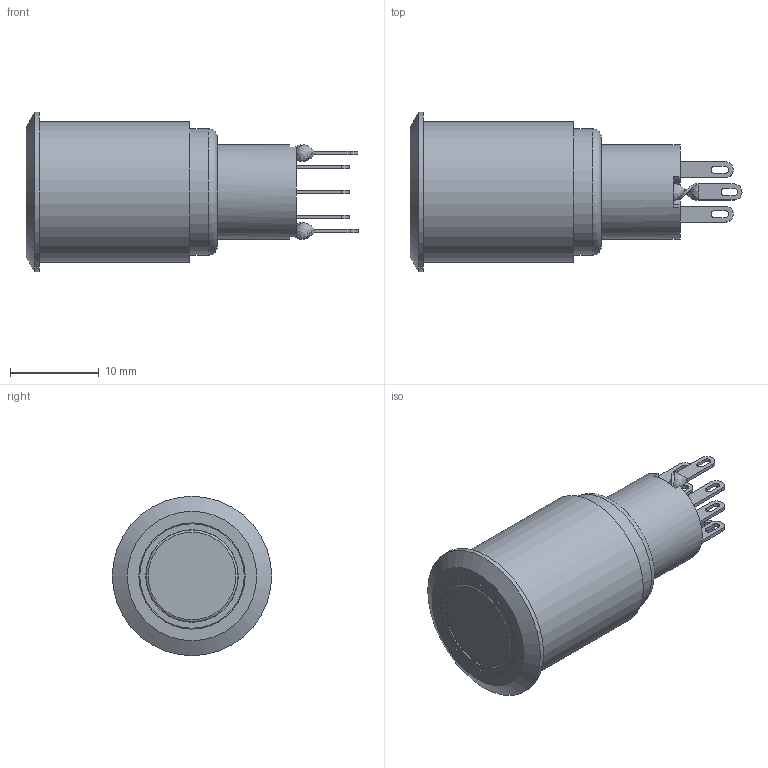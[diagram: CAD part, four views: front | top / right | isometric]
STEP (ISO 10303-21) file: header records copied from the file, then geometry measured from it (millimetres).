
FILE_DESCRIPTION((' '),'2;1');
FILE_NAME('PV3F2H0xx-3xx.stp','2017-07-26T11:17:50',(' '),(' '),' ','ACIS',' ');
FILE_SCHEMA(('CONFIG_CONTROL_DESIGN'));
Length unit declared in the file: inch
Products named in the file (4): PV3F2H0xx-3xx.stp; Body1; Body2; Body3
Assembly tree (3 placements, depth 2):
  PV3F2H0xx-3xx.stp
    Body1
    Body2
    Body3
Bounding box: 37.5 x 18 x 18 mm (x, y, z)
Volume: 3196.8 mm3; surface area: 3961.9 mm2
Topology: 3 solids, 3 shells, 132 faces, 338 edges, 228 vertices
Faces by surface type: plane 84, cylinder 36, bspline 8, torus 3, cone 1
Full cylindrical faces by diameter (mm): 9.6 x1, 10.4 x1, 10.45 x1, 10.7 x1, 11.8 x1, 12 x2, 14.3 x1, 15.9 x1, 18 x1
Entity records: 4941 total; most frequent: CARTESIAN_POINT 1197, DIRECTION 652, ORIENTED_EDGE 638, EDGE_CURVE 319, VECTOR 232, LINE 232, VERTEX_POINT 223, AXIS2_PLACEMENT_3D 210
